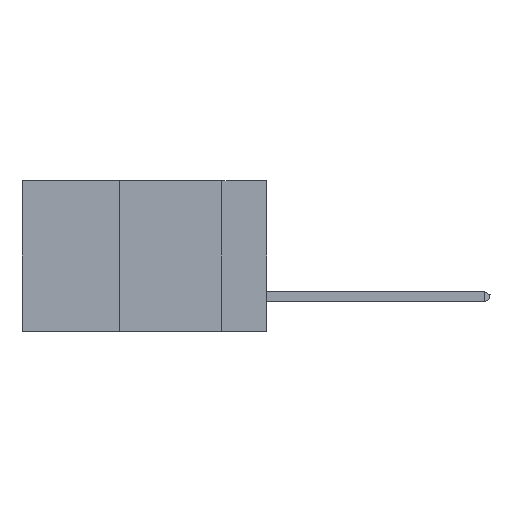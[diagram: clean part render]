
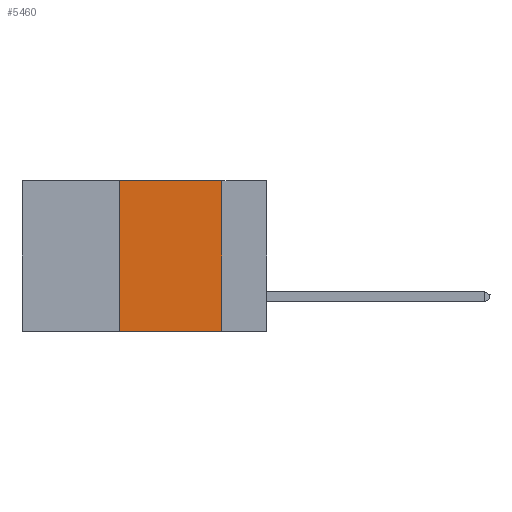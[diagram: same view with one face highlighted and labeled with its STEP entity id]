
A CAD part, left-side view. The second image highlights one B-rep face of the part: STEP entity #5460.
In plain terms, the highlighted planar face has unit normal (-1, 0, 0).
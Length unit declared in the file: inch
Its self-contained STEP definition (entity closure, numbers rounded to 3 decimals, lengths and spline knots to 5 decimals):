
#1210 = ORIENTED_EDGE ( 'NONE', *, *, #18806, .T. ) ;
#1912 = LINE ( 'NONE', #11908, #31217 ) ;
#2506 = DIRECTION ( 'NONE',  ( 0., 0., 1. ) ) ;
#3301 = VERTEX_POINT ( 'NONE', #19364 ) ;
#3342 = VERTEX_POINT ( 'NONE', #7627 ) ;
#3995 = ORIENTED_EDGE ( 'NONE', *, *, #4257, .F. ) ;
#4163 = CARTESIAN_POINT ( 'NONE',  ( 0., 0.6, 0. ) ) ;
#4257 = EDGE_CURVE ( 'NONE', #27147, #22346, #10261, .T. ) ;
#5191 = EDGE_LOOP ( 'NONE', ( #30541, #14121, #3995, #1210 ) ) ;
#5460 = ADVANCED_FACE ( 'NONE', ( #17645 ), #33149, .F. ) ;
#6233 = CARTESIAN_POINT ( 'NONE',  ( 0., 0.36, 0. ) ) ;
#6979 = DIRECTION ( 'NONE',  ( 1., 0., 0. ) ) ;
#7627 = CARTESIAN_POINT ( 'NONE',  ( 0., 0.11, 0. ) ) ;
#7946 = VECTOR ( 'NONE', #11444, 39.37008 ) ;
#9323 = DIRECTION ( 'NONE',  ( 0., -1., 0. ) ) ;
#10261 = LINE ( 'NONE', #23169, #28314 ) ;
#10790 = CARTESIAN_POINT ( 'NONE',  ( 0., 0.36, -0.37 ) ) ;
#11444 = DIRECTION ( 'NONE',  ( 0., -1., 0. ) ) ;
#11908 = CARTESIAN_POINT ( 'NONE',  ( 0., 0.11, 0. ) ) ;
#14023 = LINE ( 'NONE', #24536, #7946 ) ;
#14121 = ORIENTED_EDGE ( 'NONE', *, *, #22474, .F. ) ;
#16215 = AXIS2_PLACEMENT_3D ( 'NONE', #28145, #6979, #22294 ) ;
#17244 = LINE ( 'NONE', #4163, #23500 ) ;
#17645 = FACE_OUTER_BOUND ( 'NONE', #5191, .T. ) ;
#18806 = EDGE_CURVE ( 'NONE', #27147, #3301, #14023, .T. ) ;
#19364 = CARTESIAN_POINT ( 'NONE',  ( 0., 0.11, -0.37 ) ) ;
#22294 = DIRECTION ( 'NONE',  ( 0., 0., -1. ) ) ;
#22346 = VERTEX_POINT ( 'NONE', #6233 ) ;
#22375 = EDGE_CURVE ( 'NONE', #3342, #3301, #1912, .T. ) ;
#22474 = EDGE_CURVE ( 'NONE', #22346, #3342, #17244, .T. ) ;
#23169 = CARTESIAN_POINT ( 'NONE',  ( 0., 0.36, 0. ) ) ;
#23500 = VECTOR ( 'NONE', #9323, 39.37008 ) ;
#24536 = CARTESIAN_POINT ( 'NONE',  ( 0., 0.6, -0.37 ) ) ;
#27147 = VERTEX_POINT ( 'NONE', #10790 ) ;
#27745 = DIRECTION ( 'NONE',  ( 0., 0., -1. ) ) ;
#28145 = CARTESIAN_POINT ( 'NONE',  ( 0., 0.6, 0. ) ) ;
#28314 = VECTOR ( 'NONE', #2506, 39.37008 ) ;
#30541 = ORIENTED_EDGE ( 'NONE', *, *, #22375, .F. ) ;
#31217 = VECTOR ( 'NONE', #27745, 39.37008 ) ;
#33149 = PLANE ( 'NONE',  #16215 ) ;
